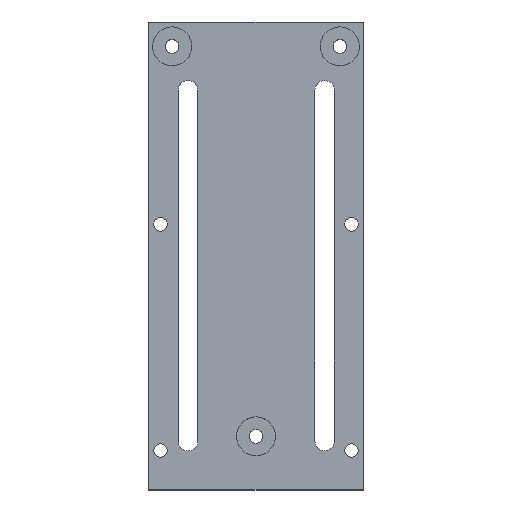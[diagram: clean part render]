
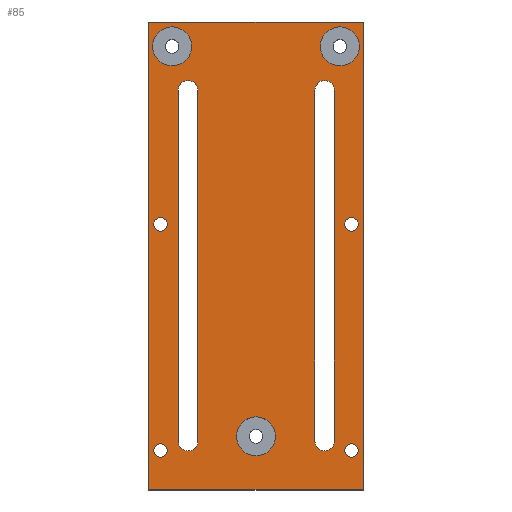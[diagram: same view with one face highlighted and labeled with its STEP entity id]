
A CAD part, top view. The second image highlights one B-rep face of the part: STEP entity #85.
In plain terms, the highlighted planar face has unit normal (0, 0, 1).
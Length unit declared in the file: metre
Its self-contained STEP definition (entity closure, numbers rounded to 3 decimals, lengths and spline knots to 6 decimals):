
#85 = ADVANCED_FACE( '', ( #193, #194, #195, #196, #197, #198, #199, #200, #201, #202 ), #203, .T. );
#193 = FACE_BOUND( '', #342, .T. );
#194 = FACE_BOUND( '', #343, .T. );
#195 = FACE_BOUND( '', #344, .T. );
#196 = FACE_BOUND( '', #345, .T. );
#197 = FACE_BOUND( '', #346, .T. );
#198 = FACE_BOUND( '', #347, .T. );
#199 = FACE_OUTER_BOUND( '', #348, .T. );
#200 = FACE_BOUND( '', #349, .T. );
#201 = FACE_BOUND( '', #350, .T. );
#202 = FACE_BOUND( '', #351, .T. );
#203 = PLANE( '', #352 );
#342 = EDGE_LOOP( '', ( #526 ) );
#343 = EDGE_LOOP( '', ( #527, #528, #529, #530 ) );
#344 = EDGE_LOOP( '', ( #531 ) );
#345 = EDGE_LOOP( '', ( #532 ) );
#346 = EDGE_LOOP( '', ( #533 ) );
#347 = EDGE_LOOP( '', ( #534 ) );
#348 = EDGE_LOOP( '', ( #535, #536, #537, #538 ) );
#349 = EDGE_LOOP( '', ( #539 ) );
#350 = EDGE_LOOP( '', ( #540 ) );
#351 = EDGE_LOOP( '', ( #541, #542, #543, #544 ) );
#352 = AXIS2_PLACEMENT_3D( '', #545, #546, #547 );
#526 = ORIENTED_EDGE( '', *, *, #755, .F. );
#527 = ORIENTED_EDGE( '', *, *, #757, .F. );
#528 = ORIENTED_EDGE( '', *, *, #758, .T. );
#529 = ORIENTED_EDGE( '', *, *, #734, .T. );
#530 = ORIENTED_EDGE( '', *, *, #721, .F. );
#531 = ORIENTED_EDGE( '', *, *, #737, .T. );
#532 = ORIENTED_EDGE( '', *, *, #715, .T. );
#533 = ORIENTED_EDGE( '', *, *, #759, .F. );
#534 = ORIENTED_EDGE( '', *, *, #760, .F. );
#535 = ORIENTED_EDGE( '', *, *, #761, .F. );
#536 = ORIENTED_EDGE( '', *, *, #762, .F. );
#537 = ORIENTED_EDGE( '', *, *, #763, .T. );
#538 = ORIENTED_EDGE( '', *, *, #764, .T. );
#539 = ORIENTED_EDGE( '', *, *, #744, .F. );
#540 = ORIENTED_EDGE( '', *, *, #730, .F. );
#541 = ORIENTED_EDGE( '', *, *, #727, .T. );
#542 = ORIENTED_EDGE( '', *, *, #742, .T. );
#543 = ORIENTED_EDGE( '', *, *, #748, .F. );
#544 = ORIENTED_EDGE( '', *, *, #765, .F. );
#545 = CARTESIAN_POINT( '', ( 0., 0., 0.004 ) );
#546 = DIRECTION( '', ( 0., 0., 1. ) );
#547 = DIRECTION( '', ( 1., 0., 0. ) );
#715 = EDGE_CURVE( '', #819, #819, #820, .T. );
#721 = EDGE_CURVE( '', #828, #830, #831, .T. );
#727 = EDGE_CURVE( '', #841, #839, #842, .T. );
#730 = EDGE_CURVE( '', #845, #845, #846, .T. );
#734 = EDGE_CURVE( '', #852, #830, #853, .T. );
#737 = EDGE_CURVE( '', #856, #856, #857, .T. );
#742 = EDGE_CURVE( '', #839, #863, #865, .T. );
#744 = EDGE_CURVE( '', #867, #867, #868, .T. );
#748 = EDGE_CURVE( '', #873, #863, #875, .T. );
#755 = EDGE_CURVE( '', #885, #885, #886, .T. );
#757 = EDGE_CURVE( '', #888, #828, #889, .T. );
#758 = EDGE_CURVE( '', #888, #852, #890, .T. );
#759 = EDGE_CURVE( '', #891, #891, #892, .T. );
#760 = EDGE_CURVE( '', #893, #893, #894, .T. );
#761 = EDGE_CURVE( '', #895, #896, #897, .T. );
#762 = EDGE_CURVE( '', #898, #895, #899, .T. );
#763 = EDGE_CURVE( '', #898, #900, #901, .T. );
#764 = EDGE_CURVE( '', #900, #896, #902, .T. );
#765 = EDGE_CURVE( '', #841, #873, #903, .T. );
#819 = VERTEX_POINT( '', #974 );
#820 = CIRCLE( '', #975, 0.00175 );
#828 = VERTEX_POINT( '', #983 );
#830 = VERTEX_POINT( '', #986 );
#831 = CIRCLE( '', #987, 0.0025 );
#839 = VERTEX_POINT( '', #996 );
#841 = VERTEX_POINT( '', #999 );
#842 = CIRCLE( '', #1000, 0.0025 );
#845 = VERTEX_POINT( '', #1004 );
#846 = CIRCLE( '', #1005, 0.00175 );
#852 = VERTEX_POINT( '', #1012 );
#853 = LINE( '', #1013, #1014 );
#856 = VERTEX_POINT( '', #1018 );
#857 = CIRCLE( '', #1019, 0.00175 );
#863 = VERTEX_POINT( '', #1026 );
#865 = LINE( '', #1029, #1030 );
#867 = VERTEX_POINT( '', #1032 );
#868 = CIRCLE( '', #1033, 0.00175 );
#873 = VERTEX_POINT( '', #1038 );
#875 = CIRCLE( '', #1041, 0.0025 );
#885 = VERTEX_POINT( '', #1051 );
#886 = CIRCLE( '', #1052, 0.005 );
#888 = VERTEX_POINT( '', #1054 );
#889 = LINE( '', #1055, #1056 );
#890 = CIRCLE( '', #1057, 0.0025 );
#891 = VERTEX_POINT( '', #1058 );
#892 = CIRCLE( '', #1059, 0.005 );
#893 = VERTEX_POINT( '', #1060 );
#894 = CIRCLE( '', #1061, 0.005 );
#895 = VERTEX_POINT( '', #1062 );
#896 = VERTEX_POINT( '', #1063 );
#897 = LINE( '', #1064, #1065 );
#898 = VERTEX_POINT( '', #1066 );
#899 = LINE( '', #1067, #1068 );
#900 = VERTEX_POINT( '', #1069 );
#901 = LINE( '', #1070, #1071 );
#902 = LINE( '', #1072, #1073 );
#903 = LINE( '', #1074, #1075 );
#974 = CARTESIAN_POINT( '', ( -0.02275, -0.049873, 0.004 ) );
#975 = AXIS2_PLACEMENT_3D( '', #1159, #1160, #1161 );
#983 = CARTESIAN_POINT( '', ( 0.015101, -0.0475, 0.004 ) );
#986 = CARTESIAN_POINT( '', ( 0.020101, -0.0475, 0.004 ) );
#987 = AXIS2_PLACEMENT_3D( '', #1169, #1170, #1171 );
#996 = CARTESIAN_POINT( '', ( -0.014899, 0.0425, 0.004 ) );
#999 = CARTESIAN_POINT( '', ( -0.019899, 0.0425, 0.004 ) );
#1000 = AXIS2_PLACEMENT_3D( '', #1180, #1181, #1182 );
#1004 = CARTESIAN_POINT( '', ( -0.02275, 0.008127, 0.004 ) );
#1005 = AXIS2_PLACEMENT_3D( '', #1184, #1185, #1186 );
#1012 = CARTESIAN_POINT( '', ( 0.020101, 0.0425, 0.004 ) );
#1013 = CARTESIAN_POINT( '', ( 0.020101, -0.004047, 0.004 ) );
#1014 = VECTOR( '', #1191, 1. );
#1018 = CARTESIAN_POINT( '', ( 0.02625, -0.049873, 0.004 ) );
#1019 = AXIS2_PLACEMENT_3D( '', #1193, #1194, #1195 );
#1026 = CARTESIAN_POINT( '', ( -0.014899, -0.0475, 0.004 ) );
#1029 = CARTESIAN_POINT( '', ( -0.014899, -0.004047, 0.004 ) );
#1030 = VECTOR( '', #1201, 1. );
#1032 = CARTESIAN_POINT( '', ( 0.02625, 0.008127, 0.004 ) );
#1033 = AXIS2_PLACEMENT_3D( '', #1202, #1203, #1204 );
#1038 = CARTESIAN_POINT( '', ( -0.019899, -0.0475, 0.004 ) );
#1041 = AXIS2_PLACEMENT_3D( '', #1209, #1210, #1211 );
#1051 = CARTESIAN_POINT( '', ( 0.005, -0.04625, 0.004 ) );
#1052 = AXIS2_PLACEMENT_3D( '', #1224, #1225, #1226 );
#1054 = CARTESIAN_POINT( '', ( 0.015101, 0.0425, 0.004 ) );
#1055 = CARTESIAN_POINT( '', ( 0.015101, -0.004047, 0.004 ) );
#1056 = VECTOR( '', #1227, 1. );
#1057 = AXIS2_PLACEMENT_3D( '', #1228, #1229, #1230 );
#1058 = CARTESIAN_POINT( '', ( -0.0165, 0.05375, 0.004 ) );
#1059 = AXIS2_PLACEMENT_3D( '', #1231, #1232, #1233 );
#1060 = CARTESIAN_POINT( '', ( 0.0265, 0.05375, 0.004 ) );
#1061 = AXIS2_PLACEMENT_3D( '', #1234, #1235, #1236 );
#1062 = CARTESIAN_POINT( '', ( -0.0275, 0.06, 0.004 ) );
#1063 = CARTESIAN_POINT( '', ( 0.0275, 0.06, 0.004 ) );
#1064 = CARTESIAN_POINT( '', ( 0., 0.06, 0.004 ) );
#1065 = VECTOR( '', #1237, 1. );
#1066 = CARTESIAN_POINT( '', ( -0.0275, -0.06, 0.004 ) );
#1067 = CARTESIAN_POINT( '', ( -0.0275, 0.04395, 0.004 ) );
#1068 = VECTOR( '', #1238, 1. );
#1069 = CARTESIAN_POINT( '', ( 0.0275, -0.06, 0.004 ) );
#1070 = CARTESIAN_POINT( '', ( 0.03112, -0.06, 0.004 ) );
#1071 = VECTOR( '', #1239, 1. );
#1072 = CARTESIAN_POINT( '', ( 0.0275, 0.04395, 0.004 ) );
#1073 = VECTOR( '', #1240, 1. );
#1074 = CARTESIAN_POINT( '', ( -0.019899, -0.004047, 0.004 ) );
#1075 = VECTOR( '', #1241, 1. );
#1159 = CARTESIAN_POINT( '', ( -0.0245, -0.049873, 0.004 ) );
#1160 = DIRECTION( '', ( 0., 0., -1. ) );
#1161 = DIRECTION( '', ( 1., 0., 0. ) );
#1169 = CARTESIAN_POINT( '', ( 0.017601, -0.0475, 0.004 ) );
#1170 = DIRECTION( '', ( 0., 0., 1. ) );
#1171 = DIRECTION( '', ( -1., 0., 0. ) );
#1180 = CARTESIAN_POINT( '', ( -0.017399, 0.0425, 0.004 ) );
#1181 = DIRECTION( '', ( 0., 0., -1. ) );
#1182 = DIRECTION( '', ( -1., 0., 0. ) );
#1184 = CARTESIAN_POINT( '', ( -0.0245, 0.008127, 0.004 ) );
#1185 = DIRECTION( '', ( 0., 0., 1. ) );
#1186 = DIRECTION( '', ( 1., 0., 0. ) );
#1191 = DIRECTION( '', ( 0., -1., 0. ) );
#1193 = CARTESIAN_POINT( '', ( 0.0245, -0.049873, 0.004 ) );
#1194 = DIRECTION( '', ( 0., 0., -1. ) );
#1195 = DIRECTION( '', ( 1., 0., 0. ) );
#1201 = DIRECTION( '', ( 0., -1., 0. ) );
#1202 = CARTESIAN_POINT( '', ( 0.0245, 0.008127, 0.004 ) );
#1203 = DIRECTION( '', ( 0., 0., 1. ) );
#1204 = DIRECTION( '', ( 1., 0., 0. ) );
#1209 = CARTESIAN_POINT( '', ( -0.017399, -0.0475, 0.004 ) );
#1210 = DIRECTION( '', ( 0., 0., 1. ) );
#1211 = DIRECTION( '', ( -1., 0., 0. ) );
#1224 = CARTESIAN_POINT( '', ( 0., -0.04625, 0.004 ) );
#1225 = DIRECTION( '', ( 0., 0., 1. ) );
#1226 = DIRECTION( '', ( 1., 0., 0. ) );
#1227 = DIRECTION( '', ( 0., -1., 0. ) );
#1228 = CARTESIAN_POINT( '', ( 0.017601, 0.0425, 0.004 ) );
#1229 = DIRECTION( '', ( 0., 0., -1. ) );
#1230 = DIRECTION( '', ( -1., 0., 0. ) );
#1231 = CARTESIAN_POINT( '', ( -0.0215, 0.05375, 0.004 ) );
#1232 = DIRECTION( '', ( 0., 0., 1. ) );
#1233 = DIRECTION( '', ( 1., 0., 0. ) );
#1234 = CARTESIAN_POINT( '', ( 0.0215, 0.05375, 0.004 ) );
#1235 = DIRECTION( '', ( 0., 0., 1. ) );
#1236 = DIRECTION( '', ( 1., 0., 0. ) );
#1237 = DIRECTION( '', ( 1., 0., 0. ) );
#1238 = DIRECTION( '', ( 0., 1., 0. ) );
#1239 = DIRECTION( '', ( 1., 0., 0. ) );
#1240 = DIRECTION( '', ( 0., 1., 0. ) );
#1241 = DIRECTION( '', ( 0., -1., 0. ) );
